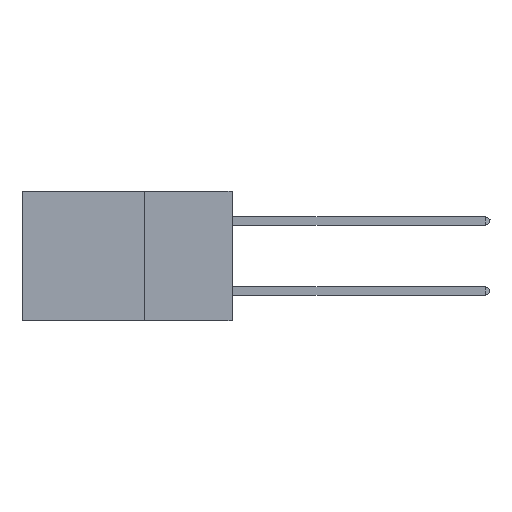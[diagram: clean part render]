
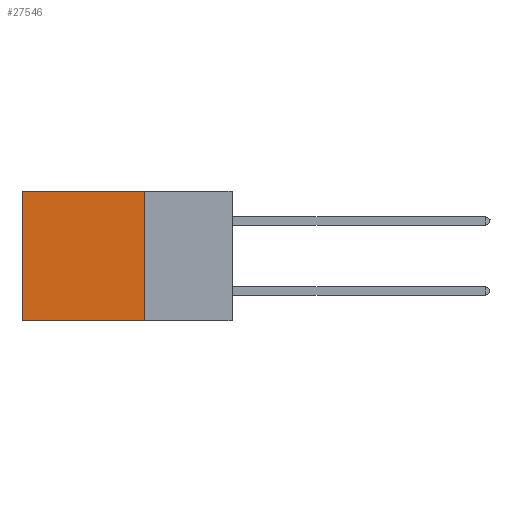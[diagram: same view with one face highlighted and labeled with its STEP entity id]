
A CAD part, left-side view. The second image highlights one B-rep face of the part: STEP entity #27546.
In plain terms, the highlighted planar face has unit normal (-1, 0, 0).
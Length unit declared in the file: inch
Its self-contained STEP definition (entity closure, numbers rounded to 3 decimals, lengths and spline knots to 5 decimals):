
#1681 = VECTOR ( 'NONE', #3300, 39.37008 ) ;
#3300 = DIRECTION ( 'NONE',  ( 0., 0., -1. ) ) ;
#4235 = CARTESIAN_POINT ( 'NONE',  ( 0.2875, 0.25, -0.37 ) ) ;
#5203 = EDGE_CURVE ( 'NONE', #8225, #24054, #20303, .T. ) ;
#6302 = VECTOR ( 'NONE', #20850, 39.37008 ) ;
#6343 = EDGE_LOOP ( 'NONE', ( #22322, #27296, #9374, #23558 ) ) ;
#7523 = CARTESIAN_POINT ( 'NONE',  ( 0.2875, 0.6, 0. ) ) ;
#7584 = LINE ( 'NONE', #8177, #1681 ) ;
#8177 = CARTESIAN_POINT ( 'NONE',  ( 0.2875, 0.6, 0. ) ) ;
#8225 = VERTEX_POINT ( 'NONE', #17072 ) ;
#8430 = VECTOR ( 'NONE', #15472, 39.37008 ) ;
#9052 = FACE_OUTER_BOUND ( 'NONE', #6343, .T. ) ;
#9374 = ORIENTED_EDGE ( 'NONE', *, *, #22313, .F. ) ;
#10633 = CARTESIAN_POINT ( 'NONE',  ( 0.2875, 0.25, 0. ) ) ;
#11020 = CARTESIAN_POINT ( 'NONE',  ( 0.2875, 0.25, 0. ) ) ;
#11251 = LINE ( 'NONE', #11020, #28411 ) ;
#12795 = EDGE_CURVE ( 'NONE', #27167, #24054, #7584, .T. ) ;
#15132 = DIRECTION ( 'NONE',  ( 1., 0., 0. ) ) ;
#15472 = DIRECTION ( 'NONE',  ( 0., 1., 0. ) ) ;
#16821 = CARTESIAN_POINT ( 'NONE',  ( 0.2875, 0.25, 0. ) ) ;
#17072 = CARTESIAN_POINT ( 'NONE',  ( 0.2875, 0.25, -0.37 ) ) ;
#18160 = AXIS2_PLACEMENT_3D ( 'NONE', #10633, #15132, #28760 ) ;
#18203 = LINE ( 'NONE', #18309, #6302 ) ;
#18309 = CARTESIAN_POINT ( 'NONE',  ( 0.2875, 0.25, 0. ) ) ;
#19676 = DIRECTION ( 'NONE',  ( 0., 1., 0. ) ) ;
#20303 = LINE ( 'NONE', #4235, #8430 ) ;
#20850 = DIRECTION ( 'NONE',  ( 0., 0., -1. ) ) ;
#21473 = EDGE_CURVE ( 'NONE', #27180, #27167, #11251, .T. ) ;
#21978 = PLANE ( 'NONE',  #18160 ) ;
#22313 = EDGE_CURVE ( 'NONE', #27180, #8225, #18203, .T. ) ;
#22322 = ORIENTED_EDGE ( 'NONE', *, *, #12795, .T. ) ;
#23558 = ORIENTED_EDGE ( 'NONE', *, *, #21473, .T. ) ;
#23751 = CARTESIAN_POINT ( 'NONE',  ( 0.2875, 0.6, -0.37 ) ) ;
#24054 = VERTEX_POINT ( 'NONE', #23751 ) ;
#27167 = VERTEX_POINT ( 'NONE', #7523 ) ;
#27180 = VERTEX_POINT ( 'NONE', #16821 ) ;
#27296 = ORIENTED_EDGE ( 'NONE', *, *, #5203, .F. ) ;
#27546 = ADVANCED_FACE ( 'NONE', ( #9052 ), #21978, .F. ) ;
#28411 = VECTOR ( 'NONE', #19676, 39.37008 ) ;
#28760 = DIRECTION ( 'NONE',  ( 0., 0., -1. ) ) ;
